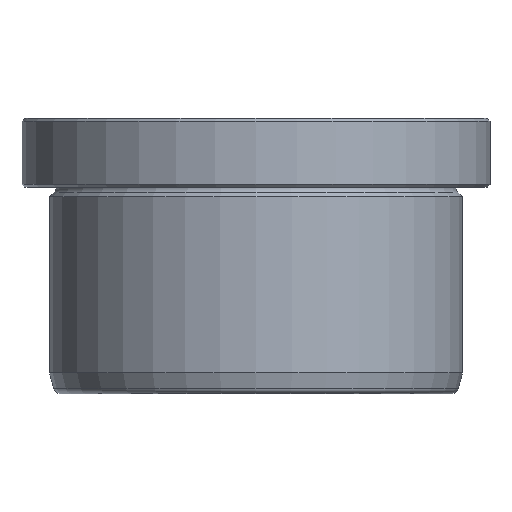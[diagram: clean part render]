
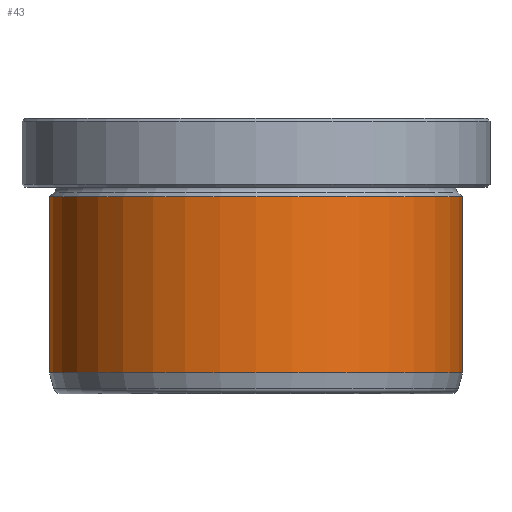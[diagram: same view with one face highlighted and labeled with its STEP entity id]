
A CAD part, front view. The second image highlights one B-rep face of the part: STEP entity #43.
In plain terms, the highlighted cylindrical face has radius 15 mm (diameter 30 mm), a full revolution.
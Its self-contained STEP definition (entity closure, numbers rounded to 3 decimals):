
#43 = ADVANCED_FACE( '', ( #94, #95 ), #96, .T. );
#94 = FACE_OUTER_BOUND( '', #161, .T. );
#95 = FACE_OUTER_BOUND( '', #162, .T. );
#96 = CYLINDRICAL_SURFACE( '', #163, 15. );
#161 = EDGE_LOOP( '', ( #226 ) );
#162 = EDGE_LOOP( '', ( #227 ) );
#163 = AXIS2_PLACEMENT_3D( '', #228, #229, #230 );
#226 = ORIENTED_EDGE( '', *, *, #309, .F. );
#227 = ORIENTED_EDGE( '', *, *, #310, .T. );
#228 = CARTESIAN_POINT( '', ( 0., 0., 20. ) );
#229 = DIRECTION( '', ( 0., 0., 1. ) );
#230 = DIRECTION( '', ( -1., 0., 0. ) );
#309 = EDGE_CURVE( '', #342, #342, #343, .T. );
#310 = EDGE_CURVE( '', #344, #344, #345, .F. );
#342 = VERTEX_POINT( '', #387 );
#343 = CIRCLE( '', #388, 15. );
#344 = VERTEX_POINT( '', #389 );
#345 = CIRCLE( '', #390, 15. );
#387 = CARTESIAN_POINT( '', ( 15., 0., 14.293 ) );
#388 = AXIS2_PLACEMENT_3D( '', #432, #433, #434 );
#389 = CARTESIAN_POINT( '', ( -15., 0., 1.5 ) );
#390 = AXIS2_PLACEMENT_3D( '', #435, #436, #437 );
#432 = CARTESIAN_POINT( '', ( 0., 0., 14.293 ) );
#433 = DIRECTION( '', ( 0., 0., 1. ) );
#434 = DIRECTION( '', ( 1., 0., 0. ) );
#435 = CARTESIAN_POINT( '', ( 0., 0., 1.5 ) );
#436 = DIRECTION( '', ( 0., 0., -1. ) );
#437 = DIRECTION( '', ( -1., 0., 0. ) );
